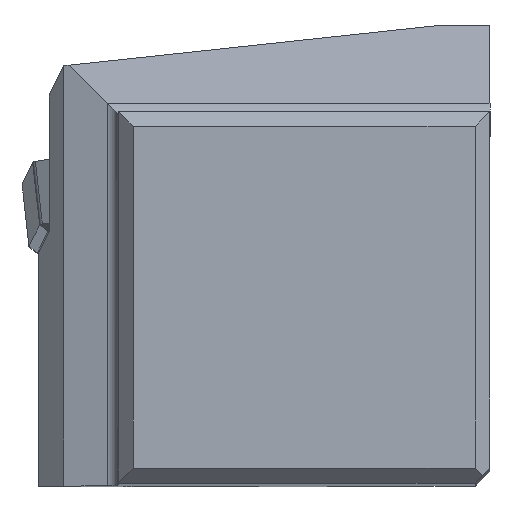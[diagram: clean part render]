
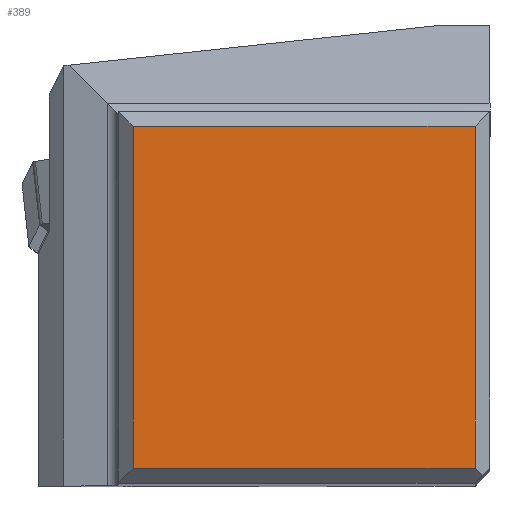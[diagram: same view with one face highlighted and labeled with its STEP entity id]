
A CAD part, top view. The second image highlights one B-rep face of the part: STEP entity #389.
In plain terms, the highlighted planar face has unit normal (0, 0, 1).
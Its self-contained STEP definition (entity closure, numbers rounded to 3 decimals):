
#225=FACE_OUTER_BOUND('',#684,.T.);
#389=ADVANCED_FACE('',(#225),#557,.T.);
#557=PLANE('',#3160);
#684=EDGE_LOOP('',(#1095,#1096,#1097,#1098));
#1095=ORIENTED_EDGE('',*,*,#2182,.F.);
#1096=ORIENTED_EDGE('',*,*,#2183,.T.);
#1097=ORIENTED_EDGE('',*,*,#2167,.F.);
#1098=ORIENTED_EDGE('',*,*,#2165,.F.);
#1880=VERTEX_POINT('',#4488);
#1881=VERTEX_POINT('',#4490);
#1882=VERTEX_POINT('',#4494);
#1888=VERTEX_POINT('',#4522);
#2165=EDGE_CURVE('',#1880,#1881,#2582,.T.);
#2167=EDGE_CURVE('',#1881,#1882,#2584,.T.);
#2182=EDGE_CURVE('',#1888,#1880,#2597,.T.);
#2183=EDGE_CURVE('',#1888,#1882,#2598,.T.);
#2582=LINE('',#4489,#2815);
#2584=LINE('',#4493,#2817);
#2597=LINE('',#4523,#2830);
#2598=LINE('',#4525,#2831);
#2815=VECTOR('',#3575,1.);
#2817=VECTOR('',#3579,1.);
#2830=VECTOR('',#3612,1.);
#2831=VECTOR('',#3615,1.);
#3160=AXIS2_PLACEMENT_3D('',#4526,#3616,#3617);
#3575=DIRECTION('',(-1.,0.,0.));
#3579=DIRECTION('',(0.,1.,0.));
#3612=DIRECTION('',(0.,-1.,0.));
#3615=DIRECTION('',(-1.,0.,0.));
#3616=DIRECTION('',(0.,0.,1.));
#3617=DIRECTION('',(-1.,0.,0.));
#4488=CARTESIAN_POINT('',(-1.,1.,0.));
#4489=CARTESIAN_POINT('',(-1.,1.,0.));
#4490=CARTESIAN_POINT('',(-24.,1.,0.));
#4493=CARTESIAN_POINT('',(-24.,1.,0.));
#4494=CARTESIAN_POINT('',(-24.,24.,0.));
#4522=CARTESIAN_POINT('',(-1.,24.,0.));
#4523=CARTESIAN_POINT('',(-1.,24.,0.));
#4525=CARTESIAN_POINT('',(-1.,24.,0.));
#4526=CARTESIAN_POINT('',(-12.5,12.5,0.));
